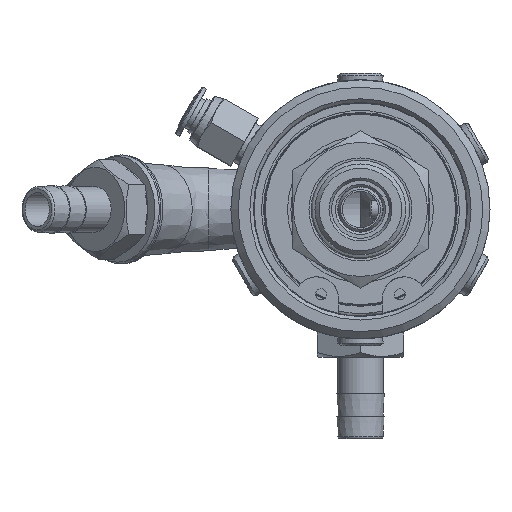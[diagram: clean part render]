
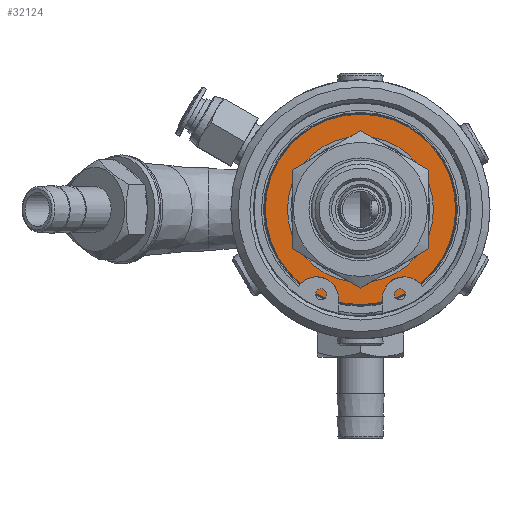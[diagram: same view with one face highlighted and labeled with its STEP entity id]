
A CAD part, left-side view. The second image highlights one B-rep face of the part: STEP entity #32124.
In plain terms, the highlighted planar face has unit normal (-1, 0, 0).
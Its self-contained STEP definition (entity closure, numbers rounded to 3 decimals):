
#32090=CARTESIAN_POINT('',(35.085,-16.05,0.));
#32091=VERTEX_POINT('',#32090);
#32092=CARTESIAN_POINT('',(35.085,0.0,0.));
#32093=DIRECTION('',(1.0,0.0,0.0));
#32094=DIRECTION('',(0.0,-1.0,0.0));
#32095=AXIS2_PLACEMENT_3D('',#32092,#32093,#32094);
#32096=CIRCLE('',#32095,16.05);
#32097=EDGE_CURVE('',#32091,#32091,#32096,.T.);
#32105=CARTESIAN_POINT('',(35.085,-18.5,0.));
#32106=DIRECTION('',(-1.0,0.0,0.0));
#32107=DIRECTION('',(0.0,1.0,0.0));
#32108=AXIS2_PLACEMENT_3D('',#32105,#32106,#32107);
#32109=PLANE('',#32108);
#32110=CARTESIAN_POINT('',(35.085,-20.95,0.));
#32111=VERTEX_POINT('',#32110);
#32112=CARTESIAN_POINT('',(35.085,0.0,0.));
#32113=DIRECTION('',(1.0,0.0,0.0));
#32114=DIRECTION('',(0.0,-1.0,0.0));
#32115=AXIS2_PLACEMENT_3D('',#32112,#32113,#32114);
#32116=CIRCLE('',#32115,20.95);
#32117=EDGE_CURVE('',#32111,#32111,#32116,.T.);
#32118=ORIENTED_EDGE('',*,*,#32117,.F.);
#32119=EDGE_LOOP('',(#32118));
#32120=FACE_OUTER_BOUND('',#32119,.T.);
#32121=ORIENTED_EDGE('',*,*,#32097,.T.);
#32122=EDGE_LOOP('',(#32121));
#32123=FACE_BOUND('',#32122,.T.);
#32124=ADVANCED_FACE('',(#32120,#32123),#32109,.T.);
